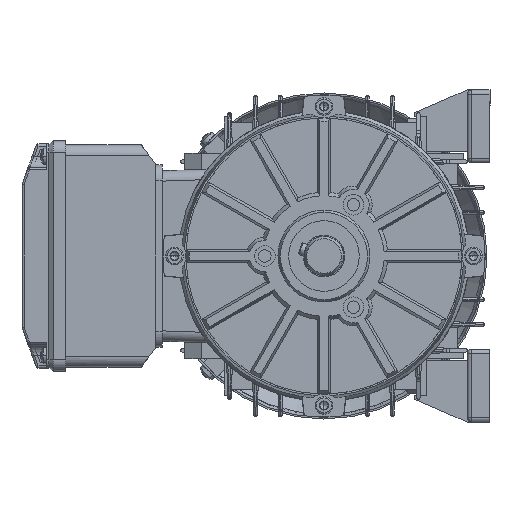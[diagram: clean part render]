
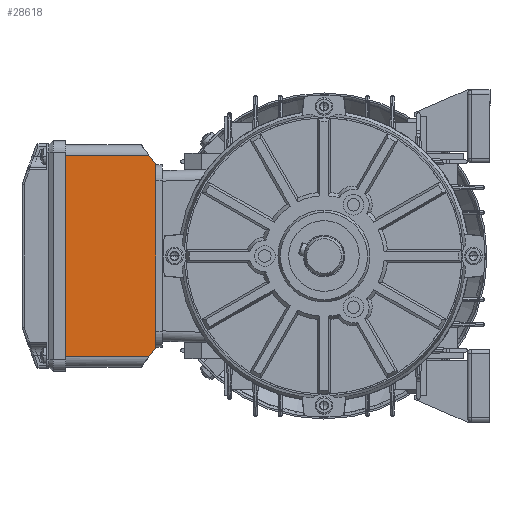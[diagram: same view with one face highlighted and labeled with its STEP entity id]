
A CAD part, left-side view. The second image highlights one B-rep face of the part: STEP entity #28618.
In plain terms, the highlighted planar face has unit normal (-1, 0, 0).
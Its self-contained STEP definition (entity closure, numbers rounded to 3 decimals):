
#1783 = DIRECTION ( 'NONE',  ( 0., 0., 1. ) ) ;
#7289 = ORIENTED_EDGE ( 'NONE', *, *, #64458, .F. ) ;
#8656 = ORIENTED_EDGE ( 'NONE', *, *, #96493, .F. ) ;
#8773 = CARTESIAN_POINT ( 'NONE',  ( -68.5, -53.5, 47. ) ) ;
#10469 = ORIENTED_EDGE ( 'NONE', *, *, #92128, .T. ) ;
#14398 = DIRECTION ( 'NONE',  ( 0., 0., -1. ) ) ;
#14924 = VECTOR ( 'NONE', #41267, 1000. ) ;
#16631 = LINE ( 'NONE', #71337, #118276 ) ;
#18897 = VECTOR ( 'NONE', #82738, 1000. ) ;
#19640 = CARTESIAN_POINT ( 'NONE',  ( -68.5, 48.5, 47. ) ) ;
#20954 = VERTEX_POINT ( 'NONE', #66177 ) ;
#25171 = FACE_OUTER_BOUND ( 'NONE', #55061, .T. ) ;
#25203 = CARTESIAN_POINT ( 'NONE',  ( -68.5, 53.5, 40. ) ) ;
#28618 = ADVANCED_FACE ( 'NONE', ( #25171 ), #43261, .F. ) ;
#30065 = CARTESIAN_POINT ( 'NONE',  ( -68.5, -48.5, 47. ) ) ;
#34295 = VECTOR ( 'NONE', #1783, 1000. ) ;
#35276 = LINE ( 'NONE', #8773, #52258 ) ;
#37338 = CARTESIAN_POINT ( 'NONE',  ( -68.5, 44., 47. ) ) ;
#41267 = DIRECTION ( 'NONE',  ( 0., 1., 0. ) ) ;
#43261 = PLANE ( 'NONE',  #61803 ) ;
#43869 = LINE ( 'NONE', #25203, #82152 ) ;
#45165 = ORIENTED_EDGE ( 'NONE', *, *, #103898, .T. ) ;
#45498 = DIRECTION ( 'NONE',  ( 0., -1., 0. ) ) ;
#50981 = CARTESIAN_POINT ( 'NONE',  ( -68.5, -48.5, 43.684 ) ) ;
#52258 = VECTOR ( 'NONE', #45498, 1000. ) ;
#55061 = EDGE_LOOP ( 'NONE', ( #114505, #10469, #7289, #8656, #114965, #45165 ) ) ;
#61803 = AXIS2_PLACEMENT_3D ( 'NONE', #96793, #69732, #14398 ) ;
#63756 = VERTEX_POINT ( 'NONE', #37338 ) ;
#64458 = EDGE_CURVE ( 'NONE', #20954, #93840, #16631, .T. ) ;
#64585 = CARTESIAN_POINT ( 'NONE',  ( -68.5, 48.5, 3.5 ) ) ;
#66177 = CARTESIAN_POINT ( 'NONE',  ( -68.5, -44., 47. ) ) ;
#67605 = VERTEX_POINT ( 'NONE', #98105 ) ;
#68925 = EDGE_CURVE ( 'NONE', #67605, #63756, #43869, .T. ) ;
#69732 = DIRECTION ( 'NONE',  ( 1., 0., 0. ) ) ;
#70349 = DIRECTION ( 'NONE',  ( 0., -0.805, 0.593 ) ) ;
#71337 = CARTESIAN_POINT ( 'NONE',  ( -68.5, -44., 47. ) ) ;
#82152 = VECTOR ( 'NONE', #70349, 1000. ) ;
#82738 = DIRECTION ( 'NONE',  ( 0., 0., -1. ) ) ;
#88762 = DIRECTION ( 'NONE',  ( 0., -0.805, -0.593 ) ) ;
#92128 = EDGE_CURVE ( 'NONE', #104797, #93840, #93796, .T. ) ;
#93796 = LINE ( 'NONE', #30065, #34295 ) ;
#93840 = VERTEX_POINT ( 'NONE', #50981 ) ;
#96493 = EDGE_CURVE ( 'NONE', #63756, #20954, #35276, .T. ) ;
#96793 = CARTESIAN_POINT ( 'NONE',  ( -68.5, -53.5, 47. ) ) ;
#98105 = CARTESIAN_POINT ( 'NONE',  ( -68.5, 48.5, 43.684 ) ) ;
#101432 = VERTEX_POINT ( 'NONE', #64585 ) ;
#103823 = LINE ( 'NONE', #112834, #14924 ) ;
#103898 = EDGE_CURVE ( 'NONE', #67605, #101432, #111608, .T. ) ;
#104797 = VERTEX_POINT ( 'NONE', #113111 ) ;
#105082 = EDGE_CURVE ( 'NONE', #104797, #101432, #103823, .T. ) ;
#111608 = LINE ( 'NONE', #19640, #18897 ) ;
#112834 = CARTESIAN_POINT ( 'NONE',  ( -68.5, -48.5, 3.5 ) ) ;
#113111 = CARTESIAN_POINT ( 'NONE',  ( -68.5, -48.5, 3.5 ) ) ;
#114505 = ORIENTED_EDGE ( 'NONE', *, *, #105082, .F. ) ;
#114965 = ORIENTED_EDGE ( 'NONE', *, *, #68925, .F. ) ;
#118276 = VECTOR ( 'NONE', #88762, 1000. ) ;
